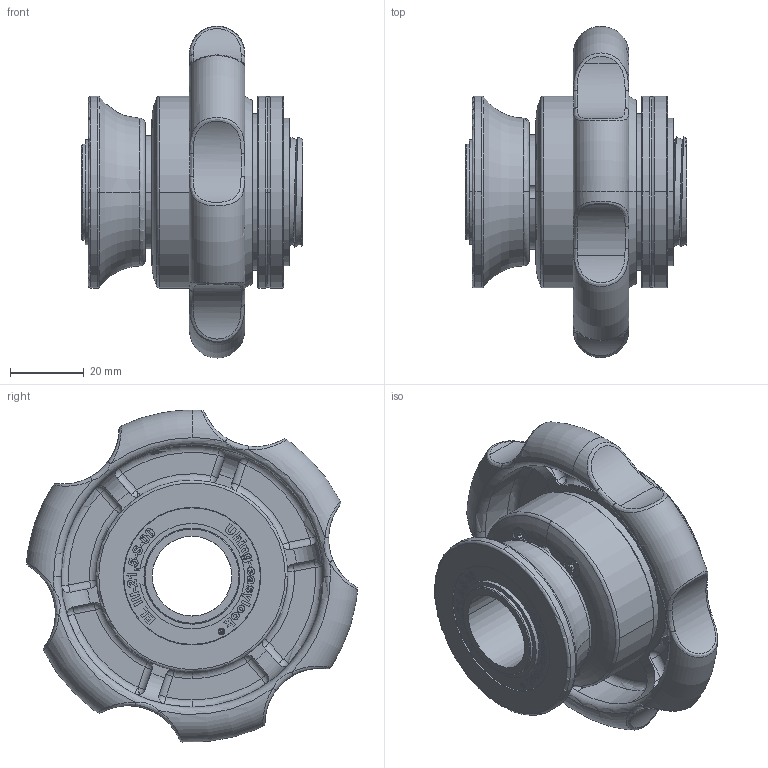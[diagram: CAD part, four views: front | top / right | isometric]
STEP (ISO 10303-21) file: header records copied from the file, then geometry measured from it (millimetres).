
FILE_DESCRIPTION (( 'STEP AP214' ), '1' );
FILE_NAME ('EL-III-21-5-S-00.STEP', '2020-10-20T14:05:20', ( '' ), ( '' ), 'SwSTEP 2.0', 'SolidWorks 2020', '' );
FILE_SCHEMA (( 'AUTOMOTIVE_DESIGN' ));
Length unit declared in the file: millimetre
Products named in the file (1): EL-III-21-5-S-00
Bounding box: 59.9 x 89.69 x 89.93 mm (x, y, z)
Volume: 86978.2 mm3; surface area: 60902.1 mm2
Topology: 35 solids, 67 shells, 1333 faces, 3441 edges, 2176 vertices
Faces by surface type: plane 541, cylinder 314, bspline 314, cone 83, torus 55, sphere 26
Entity records: 64198 total; most frequent: CARTESIAN_POINT 30073, ORIENTED_EDGE 6660, DIRECTION 5733, EDGE_CURVE 3330, VERTEX_POINT 2170, AXIS2_PLACEMENT_3D 1975, LINE 1783, VECTOR 1783
